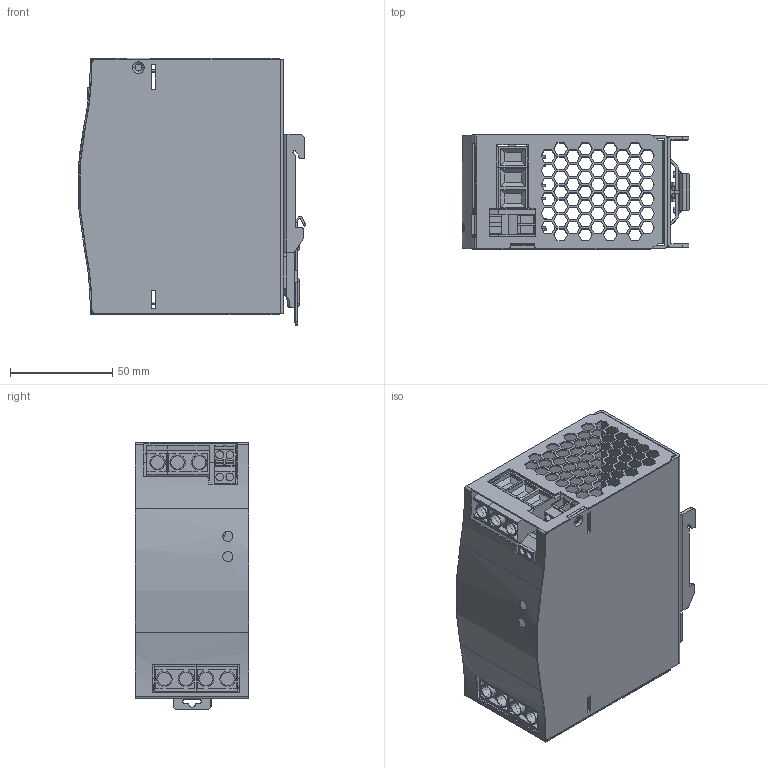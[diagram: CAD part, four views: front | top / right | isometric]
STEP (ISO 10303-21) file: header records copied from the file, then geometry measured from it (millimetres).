
FILE_DESCRIPTION(/* description */ (''),/* implementation_level */ '2;1');
FILE_NAME(/* name */ 'D3DN40_stp.stp',/* time_stamp */ '2023-07-21T14:51:26+08:00',/* author */ (''),/* organization */ (''),/* preprocessor_version */ 'ST-DEVELOPER v19.3',/* originating_system */ 'SIEMENS PLM Software NX2212.3001',/* authorisation */ '');
FILE_SCHEMA (('AP203_CONFIGURATION_CONTROLLED_3D_DESIGN_OF_MECHANICAL_PARTS_AND_ASSEMBLIES_MIM_LF { 1 0 10303 403 2 1 2}'));
Products named in the file (12): MSDN40XG; MSDN40SG; ddd; p1; p3.2.1; DG302-5-2P; DG136T-10.16-2P; DG130H-5.0-2P; DG136T-10.16.2; M3DN40KT; 1GG2DRP14; DRDN40_stp
Assembly tree (13 placements, depth 3):
  DRDN40_stp
    1GG2DRP14
      p3.2.1
      p1
      ddd
    M3DN40KT
      MSDN40SG
      MSDN40XG
    DG136T-10.16.2  x3
    DG130H-5.0-2P
    DG136T-10.16-2P
    DG302-5-2P
Bounding box: 111.26 x 55.5 x 130.51 mm (x, y, z)
Volume: 93495.7 mm3; surface area: 117021.3 mm2
Topology: 11 solids, 11 shells, 1656 faces, 4632 edges, 3051 vertices
Faces by surface type: plane 1284, cylinder 293, cone 48, torus 29, bspline 2
Entity records: 118844 total; most frequent: CARTESIAN_POINT 77282, ORIENTED_EDGE 8556, DIRECTION 7954, EDGE_CURVE 4278, LINE 3578, VECTOR 3578, VERTEX_POINT 2823, AXIS2_PLACEMENT_3D 2188
